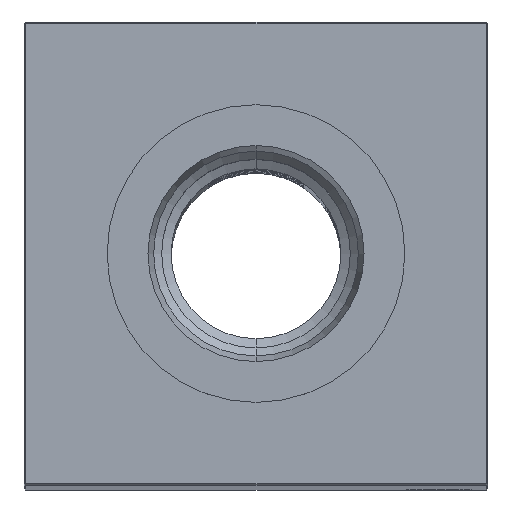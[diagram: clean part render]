
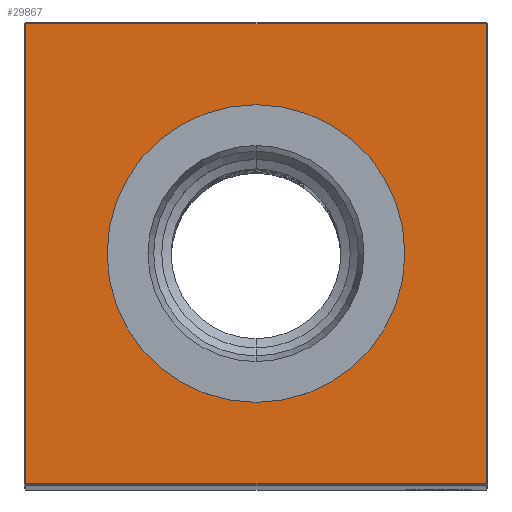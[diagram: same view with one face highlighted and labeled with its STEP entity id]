
A CAD part, top view. The second image highlights one B-rep face of the part: STEP entity #29867.
In plain terms, the highlighted planar face has unit normal (0, 0, 1).
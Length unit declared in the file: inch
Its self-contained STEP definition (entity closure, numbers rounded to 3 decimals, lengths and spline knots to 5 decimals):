
#64 = DIRECTION ( 'NONE',  ( -1., 0., 0. ) ) ;
#158 = EDGE_CURVE ( 'NONE', #18516, #6629, #17965, .T. ) ;
#875 = VERTEX_POINT ( 'NONE', #22209 ) ;
#1131 = EDGE_CURVE ( 'NONE', #21366, #24423, #19209, .T. ) ;
#1745 = DIRECTION ( 'NONE',  ( 0., 0., -1. ) ) ;
#2612 = AXIS2_PLACEMENT_3D ( 'NONE', #11839, #18818, #64 ) ;
#3433 = CARTESIAN_POINT ( 'NONE',  ( -1.49, -1.49, 18.25 ) ) ;
#3508 = EDGE_CURVE ( 'NONE', #875, #21366, #19675, .T. ) ;
#4075 = DIRECTION ( 'NONE',  ( -1., 0., 0. ) ) ;
#4381 = PLANE ( 'NONE',  #10326 ) ;
#4508 = EDGE_LOOP ( 'NONE', ( #23850, #18451 ) ) ;
#5354 = EDGE_CURVE ( 'NONE', #10649, #875, #20598, .T. ) ;
#6348 = LINE ( 'NONE', #27742, #20636 ) ;
#6629 = VERTEX_POINT ( 'NONE', #18089 ) ;
#7382 = CARTESIAN_POINT ( 'NONE',  ( 0., 0., 18.25 ) ) ;
#8590 = ORIENTED_EDGE ( 'NONE', *, *, #23367, .T. ) ;
#9215 = AXIS2_PLACEMENT_3D ( 'NONE', #7382, #21181, #25829 ) ;
#9700 = CARTESIAN_POINT ( 'NONE',  ( -1.49, 1.49, 18.25 ) ) ;
#10326 = AXIS2_PLACEMENT_3D ( 'NONE', #27348, #1745, #4075 ) ;
#10649 = VERTEX_POINT ( 'NONE', #24685 ) ;
#10898 = FACE_BOUND ( 'NONE', #4508, .T. ) ;
#11213 = ORIENTED_EDGE ( 'NONE', *, *, #1131, .T. ) ;
#11839 = CARTESIAN_POINT ( 'NONE',  ( 0., 0., 18.25 ) ) ;
#11915 = CARTESIAN_POINT ( 'NONE',  ( -1.49, 0., 18.25 ) ) ;
#13171 = CARTESIAN_POINT ( 'NONE',  ( 1.49, 0., 18.25 ) ) ;
#14109 = VECTOR ( 'NONE', #22643, 39.37008 ) ;
#15286 = ORIENTED_EDGE ( 'NONE', *, *, #5354, .T. ) ;
#17153 = CIRCLE ( 'NONE', #9215, 0.96457 ) ;
#17206 = DIRECTION ( 'NONE',  ( -1., 0., 0. ) ) ;
#17965 = CIRCLE ( 'NONE', #2612, 0.96457 ) ;
#18089 = CARTESIAN_POINT ( 'NONE',  ( 0., -0.96457, 18.25 ) ) ;
#18451 = ORIENTED_EDGE ( 'NONE', *, *, #18875, .T. ) ;
#18516 = VERTEX_POINT ( 'NONE', #23274 ) ;
#18818 = DIRECTION ( 'NONE',  ( 0., 0., -1. ) ) ;
#18875 = EDGE_CURVE ( 'NONE', #6629, #18516, #17153, .T. ) ;
#19209 = LINE ( 'NONE', #11915, #24867 ) ;
#19395 = VECTOR ( 'NONE', #17206, 39.37008 ) ;
#19675 = LINE ( 'NONE', #28998, #19395 ) ;
#20598 = LINE ( 'NONE', #13171, #14109 ) ;
#20636 = VECTOR ( 'NONE', #25255, 39.37008 ) ;
#21181 = DIRECTION ( 'NONE',  ( 0., 0., -1. ) ) ;
#21366 = VERTEX_POINT ( 'NONE', #9700 ) ;
#22209 = CARTESIAN_POINT ( 'NONE',  ( 1.49, 1.49, 18.25 ) ) ;
#22227 = ORIENTED_EDGE ( 'NONE', *, *, #3508, .T. ) ;
#22643 = DIRECTION ( 'NONE',  ( 0., 1., 0. ) ) ;
#22843 = FACE_OUTER_BOUND ( 'NONE', #24056, .T. ) ;
#23274 = CARTESIAN_POINT ( 'NONE',  ( 0., 0.96457, 18.25 ) ) ;
#23367 = EDGE_CURVE ( 'NONE', #24423, #10649, #6348, .T. ) ;
#23850 = ORIENTED_EDGE ( 'NONE', *, *, #158, .T. ) ;
#24056 = EDGE_LOOP ( 'NONE', ( #11213, #8590, #15286, #22227 ) ) ;
#24423 = VERTEX_POINT ( 'NONE', #3433 ) ;
#24685 = CARTESIAN_POINT ( 'NONE',  ( 1.49, -1.49, 18.25 ) ) ;
#24867 = VECTOR ( 'NONE', #29002, 39.37008 ) ;
#25255 = DIRECTION ( 'NONE',  ( 1., 0., 0. ) ) ;
#25829 = DIRECTION ( 'NONE',  ( -1., 0., 0. ) ) ;
#27348 = CARTESIAN_POINT ( 'NONE',  ( 0., 0., 18.25 ) ) ;
#27742 = CARTESIAN_POINT ( 'NONE',  ( 0., -1.49, 18.25 ) ) ;
#28998 = CARTESIAN_POINT ( 'NONE',  ( 0., 1.49, 18.25 ) ) ;
#29002 = DIRECTION ( 'NONE',  ( 0., -1., 0. ) ) ;
#29867 = ADVANCED_FACE ( 'NONE', ( #22843, #10898 ), #4381, .F. ) ;
